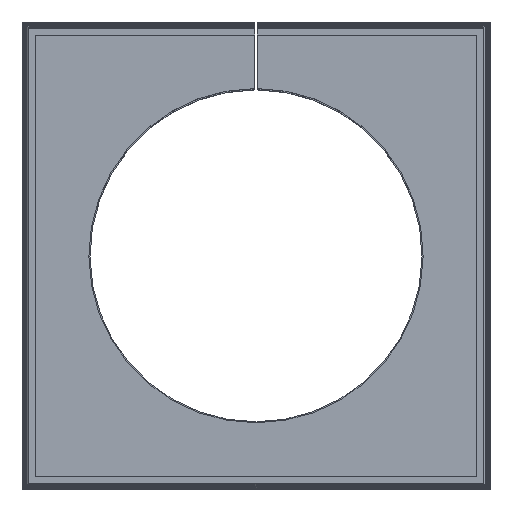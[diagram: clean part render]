
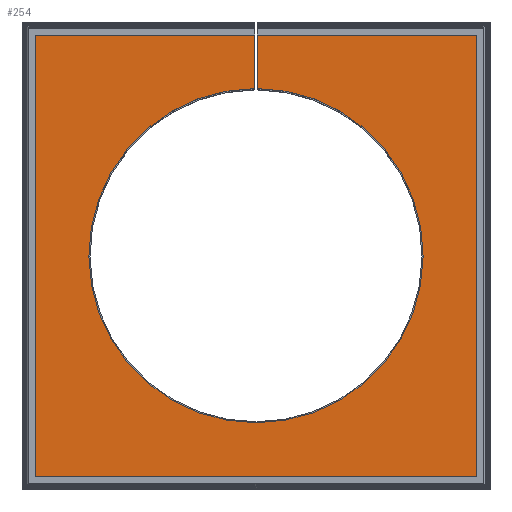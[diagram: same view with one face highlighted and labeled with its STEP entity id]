
A CAD part, top view. The second image highlights one B-rep face of the part: STEP entity #254.
In plain terms, the highlighted planar face has unit normal (0, 0, 1).
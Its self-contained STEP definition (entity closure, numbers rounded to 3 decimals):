
#63=CIRCLE('',#2094,15.);
#254=ADVANCED_FACE('',(#441),#346,.T.);
#346=PLANE('',#2095);
#441=FACE_OUTER_BOUND('',#559,.T.);
#559=EDGE_LOOP('',(#980,#981,#982,#983,#984,#985,#986,#987));
#980=ORIENTED_EDGE('',*,*,#1543,.F.);
#981=ORIENTED_EDGE('',*,*,#1544,.T.);
#982=ORIENTED_EDGE('',*,*,#1545,.T.);
#983=ORIENTED_EDGE('',*,*,#1546,.T.);
#984=ORIENTED_EDGE('',*,*,#1547,.T.);
#985=ORIENTED_EDGE('',*,*,#1356,.T.);
#986=ORIENTED_EDGE('',*,*,#1548,.T.);
#987=ORIENTED_EDGE('',*,*,#1549,.F.);
#1170=VERTEX_POINT('',#2633);
#1172=VERTEX_POINT('',#2636);
#1288=VERTEX_POINT('',#3699);
#1289=VERTEX_POINT('',#3700);
#1290=VERTEX_POINT('',#3702);
#1291=VERTEX_POINT('',#3704);
#1292=VERTEX_POINT('',#3706);
#1293=VERTEX_POINT('',#3709);
#1356=EDGE_CURVE('',#1172,#1170,#1636,.T.);
#1543=EDGE_CURVE('',#1288,#1289,#1764,.T.);
#1544=EDGE_CURVE('',#1288,#1290,#1765,.T.);
#1545=EDGE_CURVE('',#1290,#1291,#1766,.T.);
#1546=EDGE_CURVE('',#1291,#1292,#1767,.T.);
#1547=EDGE_CURVE('',#1292,#1172,#1768,.T.);
#1548=EDGE_CURVE('',#1170,#1293,#1769,.T.);
#1549=EDGE_CURVE('',#1289,#1293,#63,.T.);
#1636=LINE('',#2635,#1836);
#1764=LINE('',#3698,#1980);
#1765=LINE('',#3701,#1981);
#1766=LINE('',#3703,#1982);
#1767=LINE('',#3705,#1983);
#1768=LINE('',#3707,#1984);
#1769=LINE('',#3708,#1985);
#1836=VECTOR('',#2180,1.);
#1980=VECTOR('',#2450,1.);
#1981=VECTOR('',#2451,1.);
#1982=VECTOR('',#2452,1.);
#1983=VECTOR('',#2453,1.);
#1984=VECTOR('',#2454,1.);
#1985=VECTOR('',#2455,1.);
#2094=AXIS2_PLACEMENT_3D('',#3710,#2456,#2457);
#2095=AXIS2_PLACEMENT_3D('',#3711,#2458,#2459);
#2180=DIRECTION('',(-1.,0.,0.));
#2450=DIRECTION('',(0.,-1.,0.));
#2451=DIRECTION('',(-1.,0.,0.));
#2452=DIRECTION('',(0.,-1.,0.));
#2453=DIRECTION('',(1.,0.,0.));
#2454=DIRECTION('',(0.,1.,0.));
#2455=DIRECTION('',(0.,-1.,0.));
#2456=DIRECTION('',(0.,0.,1.));
#2457=DIRECTION('',(1.,0.,0.));
#2458=DIRECTION('',(0.,0.,1.));
#2459=DIRECTION('',(-1.,0.,0.));
#2633=CARTESIAN_POINT('',(0.1,19.8,17.7));
#2635=CARTESIAN_POINT('',(19.8,19.8,17.7));
#2636=CARTESIAN_POINT('',(19.8,19.8,17.7));
#3698=CARTESIAN_POINT('',(-0.1,0.,17.7));
#3699=CARTESIAN_POINT('',(-0.1,19.8,17.7));
#3700=CARTESIAN_POINT('',(-0.1,15.,17.7));
#3701=CARTESIAN_POINT('',(19.8,19.8,17.7));
#3702=CARTESIAN_POINT('',(-19.8,19.8,17.7));
#3703=CARTESIAN_POINT('',(-19.8,19.8,17.7));
#3704=CARTESIAN_POINT('',(-19.8,-19.8,17.7));
#3705=CARTESIAN_POINT('',(-19.8,-19.8,17.7));
#3706=CARTESIAN_POINT('',(19.8,-19.8,17.7));
#3707=CARTESIAN_POINT('',(19.8,-19.8,17.7));
#3708=CARTESIAN_POINT('',(0.1,0.,17.7));
#3709=CARTESIAN_POINT('',(0.1,15.,17.7));
#3710=CARTESIAN_POINT('',(0.,0.,17.7));
#3711=CARTESIAN_POINT('',(0.,0.,17.7));
